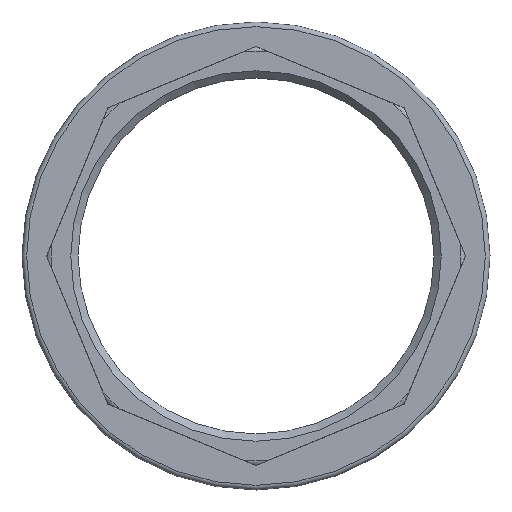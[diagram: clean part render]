
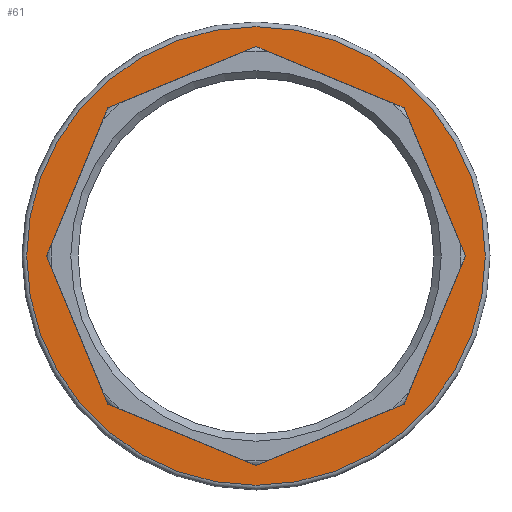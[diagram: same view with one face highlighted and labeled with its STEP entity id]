
A CAD part, left-side view. The second image highlights one B-rep face of the part: STEP entity #61.
In plain terms, the highlighted planar face has unit normal (-1, 0, 0).
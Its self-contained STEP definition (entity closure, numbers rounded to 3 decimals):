
#61 = ADVANCED_FACE( '', ( #138, #139 ), #140, .F. );
#138 = FACE_OUTER_BOUND( '', #229, .T. );
#139 = FACE_BOUND( '', #230, .T. );
#140 = PLANE( '', #231 );
#229 = EDGE_LOOP( '', ( #348 ) );
#230 = EDGE_LOOP( '', ( #349, #350, #351, #352, #353, #354, #355, #356 ) );
#231 = AXIS2_PLACEMENT_3D( '', #357, #358, #359 );
#348 = ORIENTED_EDGE( '', *, *, #504, .F. );
#349 = ORIENTED_EDGE( '', *, *, #538, .T. );
#350 = ORIENTED_EDGE( '', *, *, #539, .T. );
#351 = ORIENTED_EDGE( '', *, *, #540, .T. );
#352 = ORIENTED_EDGE( '', *, *, #541, .T. );
#353 = ORIENTED_EDGE( '', *, *, #542, .T. );
#354 = ORIENTED_EDGE( '', *, *, #543, .T. );
#355 = ORIENTED_EDGE( '', *, *, #508, .T. );
#356 = ORIENTED_EDGE( '', *, *, #544, .T. );
#357 = CARTESIAN_POINT( '', ( 17.25, 43.45, 0. ) );
#358 = DIRECTION( '', ( 1., 0., 0. ) );
#359 = DIRECTION( '', ( 0., 0., -1. ) );
#504 = EDGE_CURVE( '', #585, #585, #586, .T. );
#508 = EDGE_CURVE( '', #593, #591, #594, .T. );
#538 = EDGE_CURVE( '', #645, #646, #647, .T. );
#539 = EDGE_CURVE( '', #646, #648, #649, .T. );
#540 = EDGE_CURVE( '', #648, #650, #651, .T. );
#541 = EDGE_CURVE( '', #650, #652, #653, .T. );
#542 = EDGE_CURVE( '', #652, #654, #655, .T. );
#543 = EDGE_CURVE( '', #654, #593, #656, .T. );
#544 = EDGE_CURVE( '', #591, #645, #657, .T. );
#585 = VERTEX_POINT( '', #706 );
#586 = CIRCLE( '', #707, 46.55 );
#591 = VERTEX_POINT( '', #712 );
#593 = VERTEX_POINT( '', #715 );
#594 = LINE( '', #716, #717 );
#645 = VERTEX_POINT( '', #816 );
#646 = VERTEX_POINT( '', #817 );
#647 = LINE( '', #818, #819 );
#648 = VERTEX_POINT( '', #820 );
#649 = LINE( '', #821, #822 );
#650 = VERTEX_POINT( '', #823 );
#651 = LINE( '', #824, #825 );
#652 = VERTEX_POINT( '', #826 );
#653 = LINE( '', #827, #828 );
#654 = VERTEX_POINT( '', #829 );
#655 = LINE( '', #830, #831 );
#656 = LINE( '', #832, #833 );
#657 = LINE( '', #834, #835 );
#706 = CARTESIAN_POINT( '', ( 17.25, 0., -46.55 ) );
#707 = AXIS2_PLACEMENT_3D( '', #1058, #1059, #1060 );
#712 = CARTESIAN_POINT( '', ( 17.25, 42.5, 0. ) );
#715 = CARTESIAN_POINT( '', ( 17.25, 30.052, -30.052 ) );
#716 = CARTESIAN_POINT( '', ( 17.25, 30.052, -30.052 ) );
#717 = VECTOR( '', #1065, 1000. );
#816 = CARTESIAN_POINT( '', ( 17.25, 30.052, 30.052 ) );
#817 = CARTESIAN_POINT( '', ( 17.25, 0., 42.5 ) );
#818 = CARTESIAN_POINT( '', ( 17.25, 30.052, 30.052 ) );
#819 = VECTOR( '', #1111, 1000. );
#820 = CARTESIAN_POINT( '', ( 17.25, -30.052, 30.052 ) );
#821 = CARTESIAN_POINT( '', ( 17.25, 0., 42.5 ) );
#822 = VECTOR( '', #1112, 1000. );
#823 = CARTESIAN_POINT( '', ( 17.25, -42.5, 0. ) );
#824 = CARTESIAN_POINT( '', ( 17.25, -30.052, 30.052 ) );
#825 = VECTOR( '', #1113, 1000. );
#826 = CARTESIAN_POINT( '', ( 17.25, -30.052, -30.052 ) );
#827 = CARTESIAN_POINT( '', ( 17.25, -42.5, 0. ) );
#828 = VECTOR( '', #1114, 1000. );
#829 = CARTESIAN_POINT( '', ( 17.25, 0., -42.5 ) );
#830 = CARTESIAN_POINT( '', ( 17.25, -30.052, -30.052 ) );
#831 = VECTOR( '', #1115, 1000. );
#832 = CARTESIAN_POINT( '', ( 17.25, 0., -42.5 ) );
#833 = VECTOR( '', #1116, 1000. );
#834 = CARTESIAN_POINT( '', ( 17.25, 42.5, 0. ) );
#835 = VECTOR( '', #1117, 1000. );
#1058 = CARTESIAN_POINT( '', ( 17.25, 0., 0. ) );
#1059 = DIRECTION( '', ( 1., 0., 0. ) );
#1060 = DIRECTION( '', ( 0., 0., -1. ) );
#1065 = DIRECTION( '', ( 0., 0.383, 0.924 ) );
#1111 = DIRECTION( '', ( 0., -0.924, 0.383 ) );
#1112 = DIRECTION( '', ( 0., -0.924, -0.383 ) );
#1113 = DIRECTION( '', ( 0., -0.383, -0.924 ) );
#1114 = DIRECTION( '', ( 0., 0.383, -0.924 ) );
#1115 = DIRECTION( '', ( 0., 0.924, -0.383 ) );
#1116 = DIRECTION( '', ( 0., 0.924, 0.383 ) );
#1117 = DIRECTION( '', ( 0., -0.383, 0.924 ) );
